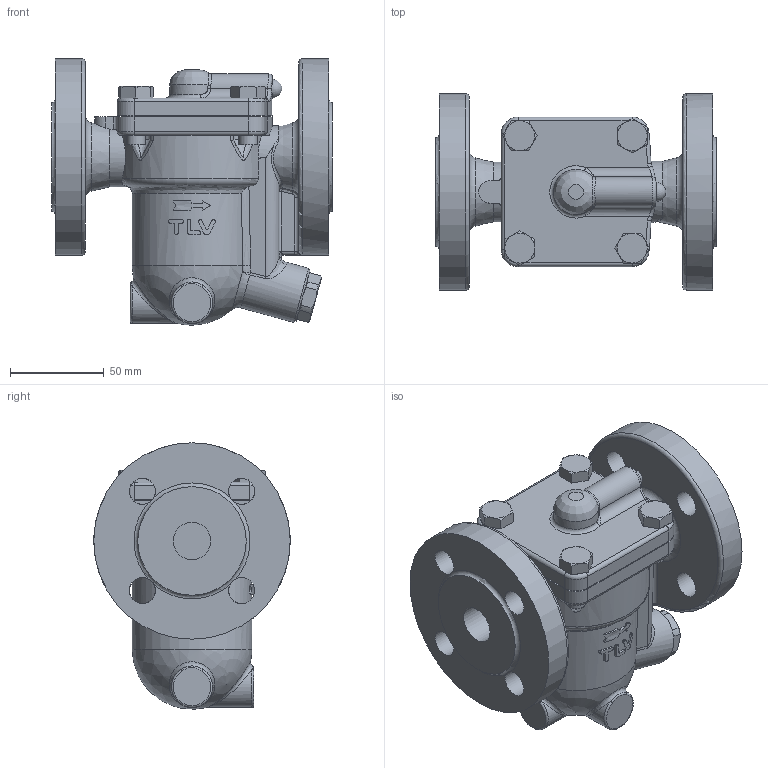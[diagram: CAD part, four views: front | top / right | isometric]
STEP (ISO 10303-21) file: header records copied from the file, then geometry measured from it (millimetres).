
FILE_DESCRIPTION((''),'2;1');
FILE_NAME('j3sx0-020-e0025-00.stp','2011-10-27T10:02:18',('nakaot'),(''),'Autodesk Inventor 2012','Autodesk Inventor 2012','');
FILE_SCHEMA(('AUTOMOTIVE_DESIGN { 1 0 10303 214 1 1 1 1 }'));
Length unit declared in the file: millimetre
Products named in the file (1): j3sx0-020-e0025-00
Bounding box: 150 x 105 x 142.46 mm (x, y, z)
Volume: 821788.7 mm3; surface area: 105885.8 mm2
Topology: 1 solids, 1 shells, 335 faces, 857 edges, 537 vertices
Faces by surface type: plane 107, cylinder 102, bspline 47, cone 43, torus 32, sphere 4
Full cylindrical faces by diameter (mm): 10 x8, 12 x4, 14 x8, 20 x2, 30 x1, 56.5 x1, 105 x2
Entity records: 13637 total; most frequent: CARTESIAN_POINT 6232, ORIENTED_EDGE 1600, DIRECTION 1424, EDGE_CURVE 800, AXIS2_PLACEMENT_3D 601, VERTEX_POINT 515, EDGE_LOOP 407, FACE_OUTER_BOUND 335
